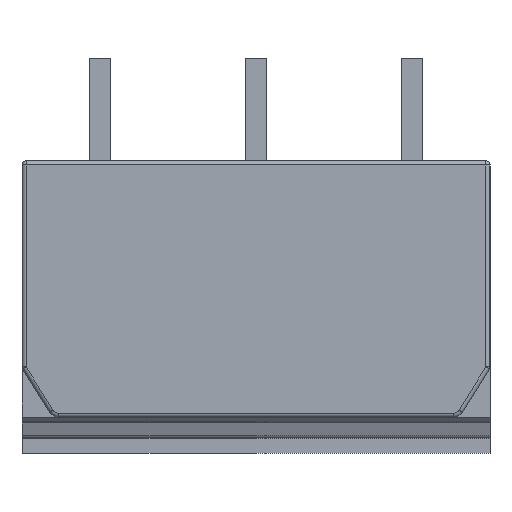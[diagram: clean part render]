
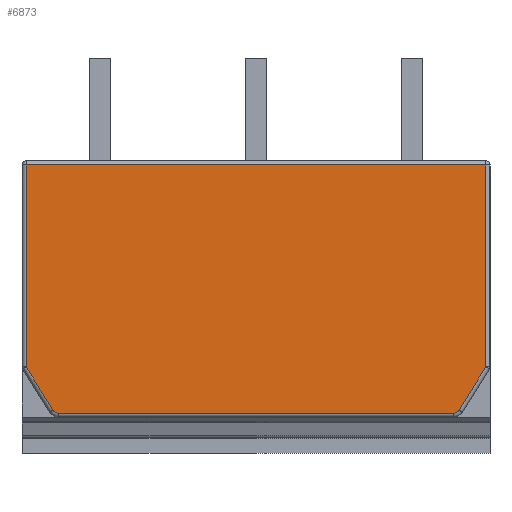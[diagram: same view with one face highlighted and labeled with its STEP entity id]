
A CAD part, left-side view. The second image highlights one B-rep face of the part: STEP entity #6873.
In plain terms, the highlighted planar face has unit normal (-1, 0, 0).
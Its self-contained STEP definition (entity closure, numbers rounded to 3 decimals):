
#2152=DIRECTION('',(0.,1.,0.));
#2153=VECTOR('',#2152,22.46);
#2154=CARTESIAN_POINT('',(-11.15,0.2,6.756));
#2155=LINE('',#2154,#2153);
#2171=DIRECTION('',(0.,0.,1.));
#2172=VECTOR('',#2171,9.863);
#2173=CARTESIAN_POINT('',(-11.15,0.2,-3.106));
#2174=LINE('',#2173,#2172);
#2175=DIRECTION('',(0.,-0.53,0.848));
#2176=VECTOR('',#2175,2.496);
#2177=CARTESIAN_POINT('',(-11.15,1.523,-5.223));
#2178=LINE('',#2177,#2176);
#2179=CARTESIAN_POINT('',(-11.15,1.777,-5.064));
#2180=DIRECTION('',(-1.,0.,0.));
#2181=DIRECTION('',(0.,0.,-1.));
#2182=AXIS2_PLACEMENT_3D('',#2179,#2180,#2181);
#2184=DIRECTION('',(0.,1.,0.));
#2185=VECTOR('',#2184,19.306);
#2186=CARTESIAN_POINT('',(-11.15,1.777,-5.364));
#2187=LINE('',#2186,#2185);
#2188=CARTESIAN_POINT('',(-11.15,21.083,-5.064));
#2189=DIRECTION('',(-1.,0.,0.));
#2190=DIRECTION('',(0.,0.848,-0.53));
#2191=AXIS2_PLACEMENT_3D('',#2188,#2189,#2190);
#2193=DIRECTION('',(0.,-0.53,-0.848));
#2194=VECTOR('',#2193,2.496);
#2195=CARTESIAN_POINT('',(-11.15,22.66,-3.106));
#2196=LINE('',#2195,#2194);
#2197=DIRECTION('',(0.,0.,-1.));
#2198=VECTOR('',#2197,9.863);
#2199=CARTESIAN_POINT('',(-11.15,22.66,6.756));
#2200=LINE('',#2199,#2198);
#3685=CARTESIAN_POINT('',(-11.15,0.2,6.756));
#3686=VERTEX_POINT('',#3685);
#3687=CARTESIAN_POINT('',(-11.15,0.2,-3.106));
#3688=VERTEX_POINT('',#3687);
#3693=CARTESIAN_POINT('',(-11.15,1.523,-5.223));
#3694=VERTEX_POINT('',#3693);
#3698=CARTESIAN_POINT('',(-11.15,1.777,-5.364));
#3700=VERTEX_POINT('',#3698);
#3701=CARTESIAN_POINT('',(-11.15,21.083,-5.364));
#3703=VERTEX_POINT('',#3701);
#3707=CARTESIAN_POINT('',(-11.15,21.337,-5.223));
#3708=VERTEX_POINT('',#3707);
#3709=CARTESIAN_POINT('',(-11.15,22.66,-3.106));
#3710=VERTEX_POINT('',#3709);
#3715=CARTESIAN_POINT('',(-11.15,22.66,6.756));
#3716=VERTEX_POINT('',#3715);
#6852=CARTESIAN_POINT('',(-11.15,0.,-5.364));
#6853=DIRECTION('',(-1.,0.,0.));
#6854=DIRECTION('',(0.,0.,1.));
#6855=AXIS2_PLACEMENT_3D('',#6852,#6853,#6854);
#6856=PLANE('',#6855);
#6857=ORIENTED_EDGE('',*,*,#6843,.F.);
#6859=ORIENTED_EDGE('',*,*,#6858,.F.);
#6861=ORIENTED_EDGE('',*,*,#6860,.F.);
#6863=ORIENTED_EDGE('',*,*,#6862,.T.);
#6865=ORIENTED_EDGE('',*,*,#6864,.F.);
#6867=ORIENTED_EDGE('',*,*,#6866,.F.);
#6869=ORIENTED_EDGE('',*,*,#6868,.F.);
#6870=ORIENTED_EDGE('',*,*,#6819,.F.);
#6871=EDGE_LOOP('',(#6857,#6859,#6861,#6863,#6865,#6867,#6869,#6870));
#6872=FACE_OUTER_BOUND('',#6871,.F.);
#6873=ADVANCED_FACE('',(#6872),#6856,.T.);
#2183=CIRCLE('',#2182,0.3);
#2192=CIRCLE('',#2191,0.3);
#6819=EDGE_CURVE('',#3686,#3716,#2155,.T.);
#6843=EDGE_CURVE('',#3688,#3686,#2174,.T.);
#6858=EDGE_CURVE('',#3694,#3688,#2178,.T.);
#6860=EDGE_CURVE('',#3700,#3694,#2183,.T.);
#6862=EDGE_CURVE('',#3700,#3703,#2187,.T.);
#6864=EDGE_CURVE('',#3708,#3703,#2192,.T.);
#6866=EDGE_CURVE('',#3710,#3708,#2196,.T.);
#6868=EDGE_CURVE('',#3716,#3710,#2200,.T.);
